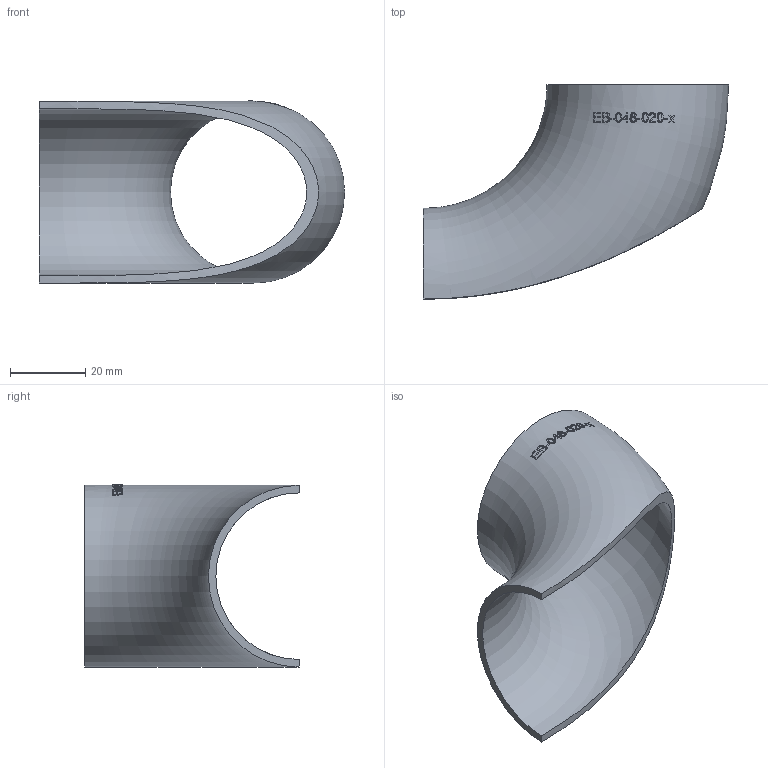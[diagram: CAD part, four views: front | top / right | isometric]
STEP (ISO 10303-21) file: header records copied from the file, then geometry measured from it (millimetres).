
FILE_DESCRIPTION (( 'STEP AP214' ), '1' );
FILE_NAME ('EB-048-020-x Einschweissbogen 1903.STEP', '2019-03-25T12:31:33', ( '' ), ( '' ), 'SwSTEP 2.0', 'SolidWorks 2016', '' );
FILE_SCHEMA (( 'AUTOMOTIVE_DESIGN' ));
Length unit declared in the file: millimetre
Products named in the file (1): EB-048-020-x Einschweissbogen 1903
Bounding box: 81.15 x 57 x 48.4 mm (x, y, z)
Volume: 16543.7 mm3; surface area: 17338.8 mm2
Topology: 1 solids, 1 shells, 156 faces, 409 edges, 274 vertices
Faces by surface type: bspline 68, plane 66, torus 22
Entity records: 11134 total; most frequent: CARTESIAN_POINT 6416, ORIENTED_EDGE 810, EDGE_CURVE 405, DIRECTION 319, VERTEX_POINT 272, B_SPLINE_CURVE_WITH_KNOTS 268, EDGE_LOOP 179, FACE_OUTER_BOUND 158
